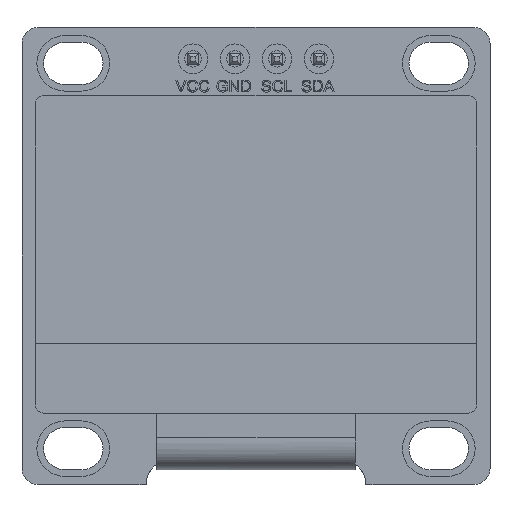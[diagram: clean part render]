
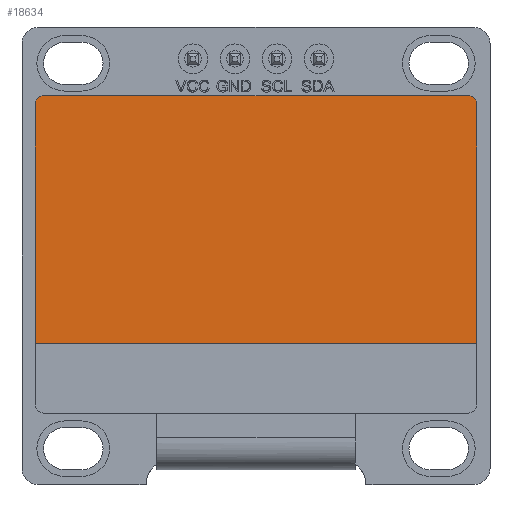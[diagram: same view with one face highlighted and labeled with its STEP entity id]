
A CAD part, front view. The second image highlights one B-rep face of the part: STEP entity #18634.
In plain terms, the highlighted planar face has unit normal (0, -1, 0).
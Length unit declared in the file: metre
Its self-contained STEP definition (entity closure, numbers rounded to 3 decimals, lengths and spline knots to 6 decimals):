
#527=PLANE('',#20817);
#1208=LINE('',#27619,#3140);
#1209=LINE('',#27623,#3141);
#1210=LINE('',#27625,#3142);
#1211=LINE('',#27627,#3143);
#3140=VECTOR('',#22458,1.);
#3141=VECTOR('',#22461,1.);
#3142=VECTOR('',#22462,1.);
#3143=VECTOR('',#22463,1.);
#5083=ORIENTED_EDGE('',*,*,#10776,.F.);
#5084=ORIENTED_EDGE('',*,*,#10780,.T.);
#5085=ORIENTED_EDGE('',*,*,#10781,.F.);
#5086=ORIENTED_EDGE('',*,*,#10782,.T.);
#5087=ORIENTED_EDGE('',*,*,#10783,.T.);
#5088=ORIENTED_EDGE('',*,*,#10784,.T.);
#10776=EDGE_CURVE('',#13624,#13625,#15478,.T.);
#10780=EDGE_CURVE('',#13624,#13628,#1208,.T.);
#10781=EDGE_CURVE('',#13629,#13628,#15480,.T.);
#10782=EDGE_CURVE('',#13629,#13630,#1209,.T.);
#10783=EDGE_CURVE('',#13630,#13631,#1210,.T.);
#10784=EDGE_CURVE('',#13631,#13625,#1211,.T.);
#13624=VERTEX_POINT('',#27611);
#13625=VERTEX_POINT('',#27612);
#13628=VERTEX_POINT('',#27620);
#13629=VERTEX_POINT('',#27622);
#13630=VERTEX_POINT('',#27624);
#13631=VERTEX_POINT('',#27626);
#15478=CIRCLE('',#20815,0.0005);
#15480=CIRCLE('',#20818,0.0005);
#16090=EDGE_LOOP('',(#5083,#5084,#5085,#5086,#5087,#5088));
#17197=FACE_BOUND('',#16090,.T.);
#18634=ADVANCED_FACE('',(#17197),#527,.T.);
#20815=AXIS2_PLACEMENT_3D('',#27610,#22450,#22451);
#20817=AXIS2_PLACEMENT_3D('',#27618,#22456,#22457);
#20818=AXIS2_PLACEMENT_3D('',#27621,#22459,#22460);
#22450=DIRECTION('',(0.,1.,0.));
#22451=DIRECTION('',(0.707,0.,0.707));
#22456=DIRECTION('',(0.,-1.,0.));
#22457=DIRECTION('',(1.,0.,0.));
#22458=DIRECTION('',(-1.,0.,0.));
#22459=DIRECTION('',(0.,1.,0.));
#22460=DIRECTION('',(-0.707,0.,0.707));
#22461=DIRECTION('',(0.,0.,-1.));
#22462=DIRECTION('',(1.,0.,0.));
#22463=DIRECTION('',(0.,0.,1.));
#27610=CARTESIAN_POINT('',(0.02644,-0.0279,-0.013975));
#27611=CARTESIAN_POINT('',(0.02644,-0.0279,-0.013475));
#27612=CARTESIAN_POINT('',(0.02694,-0.0279,-0.013975));
#27618=CARTESIAN_POINT('',(0.0136,-0.0279,-0.020975));
#27619=CARTESIAN_POINT('',(0.00026,-0.0279,-0.013475));
#27620=CARTESIAN_POINT('',(0.00076,-0.0279,-0.013475));
#27621=CARTESIAN_POINT('',(0.00076,-0.0279,-0.013975));
#27622=CARTESIAN_POINT('',(0.00026,-0.0279,-0.013975));
#27623=CARTESIAN_POINT('',(0.00026,-0.0279,-0.028475));
#27624=CARTESIAN_POINT('',(0.00026,-0.0279,-0.028475));
#27625=CARTESIAN_POINT('',(0.02694,-0.0279,-0.028475));
#27626=CARTESIAN_POINT('',(0.02694,-0.0279,-0.028475));
#27627=CARTESIAN_POINT('',(0.02694,-0.0279,-0.013475));
